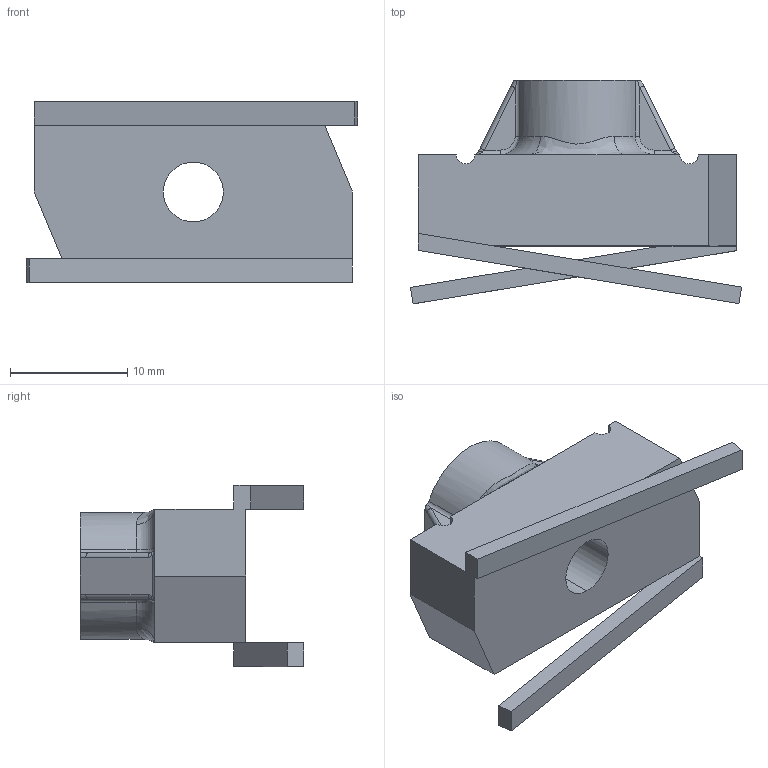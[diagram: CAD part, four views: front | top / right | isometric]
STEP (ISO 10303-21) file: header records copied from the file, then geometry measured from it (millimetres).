
FILE_DESCRIPTION (( 'STEP AP203' ), '1' );
FILE_NAME ('3024.STEP', '2011-10-10T15:40:24', ( 'jgonzalez' ), ( '' ), 'SwSTEP 2.0', 'SolidWorks 2010', '' );
FILE_SCHEMA (( 'CONFIG_CONTROL_DESIGN' ));
Length unit declared in the file: inch
Products named in the file (1): 3024
Bounding box: 28.24 x 19.05 x 15.44 mm (x, y, z)
Volume: 2821.1 mm3; surface area: 1969.3 mm2
Topology: 1 solids, 1 shells, 77 faces, 194 edges, 120 vertices
Faces by surface type: plane 31, cylinder 24, bspline 18, torus 4
Entity records: 4145 total; most frequent: CARTESIAN_POINT 2351, ORIENTED_EDGE 388, DIRECTION 318, EDGE_CURVE 194, VERTEX_POINT 120, AXIS2_PLACEMENT_3D 111, LINE 96, VECTOR 96
